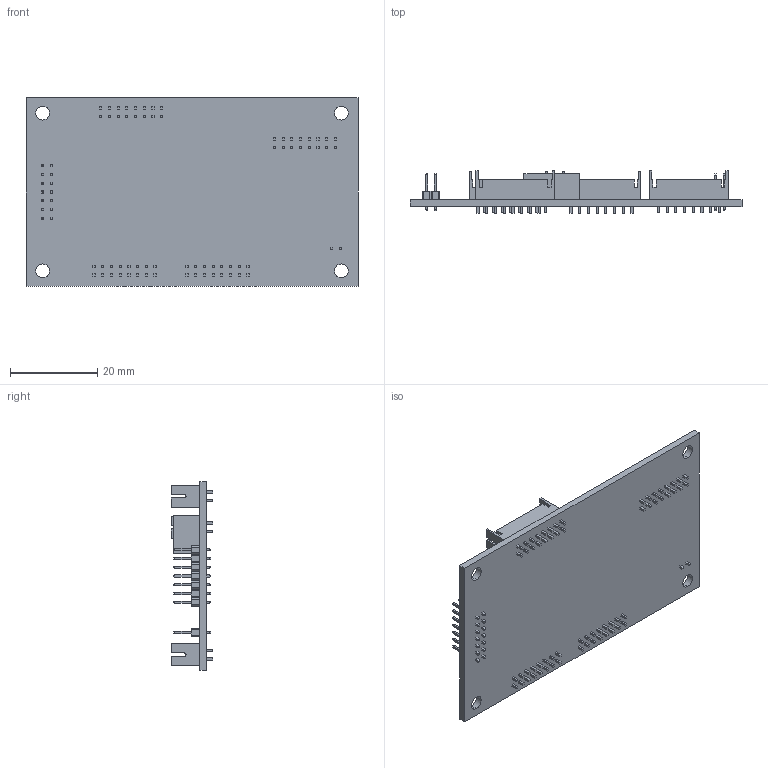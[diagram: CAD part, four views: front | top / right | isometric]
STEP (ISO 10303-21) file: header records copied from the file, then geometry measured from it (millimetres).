
FILE_DESCRIPTION (( 'STEP AP214' ), '1' );
FILE_NAME ('2454.STEP', '2016-01-14T17:58:21', ( '' ), ( '' ), 'SwSTEP 2.0', 'SolidWorks 2012', '' );
FILE_SCHEMA (( 'AUTOMOTIVE_DESIGN' ));
Length unit declared in the file: inch
Products named in the file (5): JUMPER-DIP 2mm_2; JUMPER-DIP 2mm_14; HDR-2mm_16 Pin; 2453_No Tabs; 2454
Assembly tree (7 placements, depth 2):
  2454
    2453_No Tabs
    HDR-2mm_16 Pin  x4
    JUMPER-DIP 2mm_14
    JUMPER-DIP 2mm_2
Bounding box: 76.2 x 9.6 x 43.18 mm (x, y, z)
Volume: 7016.4 mm3; surface area: 10689.9 mm2
Topology: 15 solids, 15 shells, 1213 faces, 2980 edges, 1936 vertices
Faces by surface type: plane 1197, cylinder 16
Entity records: 26269 total; most frequent: CARTESIAN_POINT 3157, ORIENTED_EDGE 3080, DIRECTION 2842, EDGE_CURVE 1540, LINE 1520, VECTOR 1520, VERTEX_POINT 976, EDGE_LOOP 706
